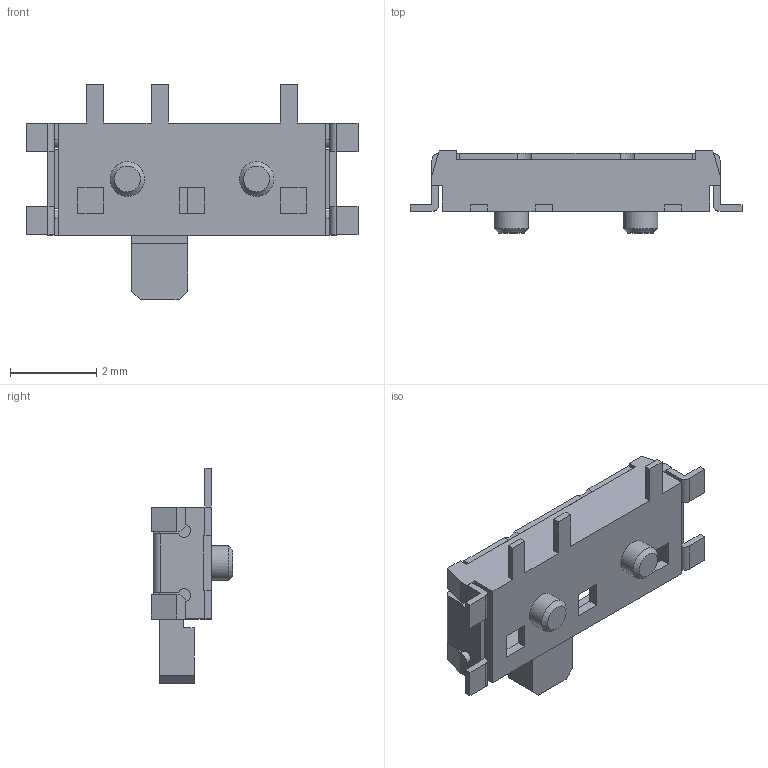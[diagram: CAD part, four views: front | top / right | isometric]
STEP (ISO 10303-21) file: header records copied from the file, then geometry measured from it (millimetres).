
FILE_DESCRIPTION(/* description */ (''),/* implementation_level */ '2;1');
FILE_NAME(/* name */ 'PCM12.step',/* time_stamp */ '2023-12-10T02:57:41+01:00',/* author */ (''),/* organization */ (''),/* preprocessor_version */ 'ST-DEVELOPER v20',/* originating_system */ 'Autodesk Translation Framework v12.14.0.127',/* authorisation */ '');
FILE_SCHEMA (('AUTOMOTIVE_DESIGN { 1 0 10303 214 3 1 1 }'));
Length unit declared in the file: millimetre
Products named in the file (2): (Unsaved); PCM12SMTR_PART1
Assembly tree (1 placements, depth 2):
  (Unsaved)
    PCM12SMTR_PART1
Bounding box: 7.7 x 1.9 x 5 mm (x, y, z)
Volume: 15.6 mm3; surface area: 121.7 mm2
Topology: 1 solids, 1 shells, 166 faces, 500 edges, 322 vertices
Faces by surface type: plane 134, cylinder 30, cone 2
Full cylindrical faces by diameter (mm): 0.8 x2
Entity records: 5707 total; most frequent: ORIENTED_EDGE 1000, CARTESIAN_POINT 991, DIRECTION 894, EDGE_CURVE 500, LINE 444, VECTOR 444, VERTEX_POINT 322, AXIS2_PLACEMENT_3D 225
